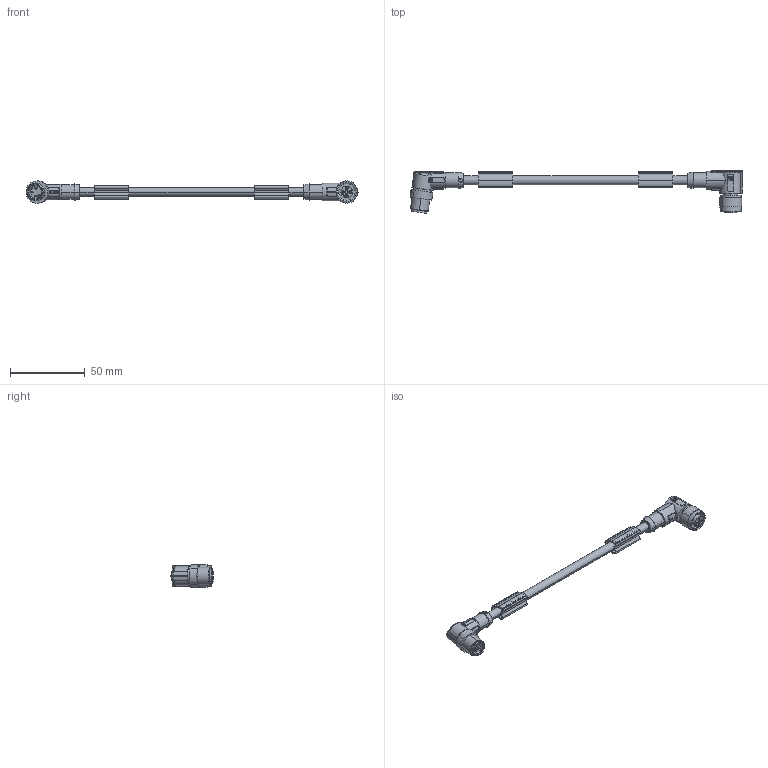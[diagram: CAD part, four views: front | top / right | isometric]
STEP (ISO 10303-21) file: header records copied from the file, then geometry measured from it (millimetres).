
FILE_DESCRIPTION(('SolidDesigner STEP Export'),'2;1');
FILE_NAME('1668658.stp','2011-12-01T 8:22:20',(''),(''),'CoCreate Modeling STEP processor for AP214 (Solid Model)','CoCreate Modeling 16.00A 16-Aug-2008 (C) Parametric Technology GmbH','');
FILE_SCHEMA(('AUTOMOTIVE_DESIGN { 1 0 10303 214 1 1 1 1 }'));
Length unit declared in the file: millimetre
Products named in the file (2): 1668658
Assembly tree (1 placements, depth 2):
  1668658
    1668658
Bounding box: 221.99 x 28.54 x 14.76 mm (x, y, z)
Volume: 15762.4 mm3; surface area: 11304 mm2
Topology: 1 solids, 1 shells, 476 faces, 1279 edges, 846 vertices
Faces by surface type: cylinder 221, plane 175, extrusion 36, cone 29, bspline 9, torus 6
Entity records: 24179 total; most frequent: CARTESIAN_POINT 9179, ORIENTED_EDGE 2558, DIRECTION 2005, EDGE_CURVE 1279, VERTEX_POINT 846, AXIS2_PLACEMENT_3D 673, VECTOR 659, LINE 623
